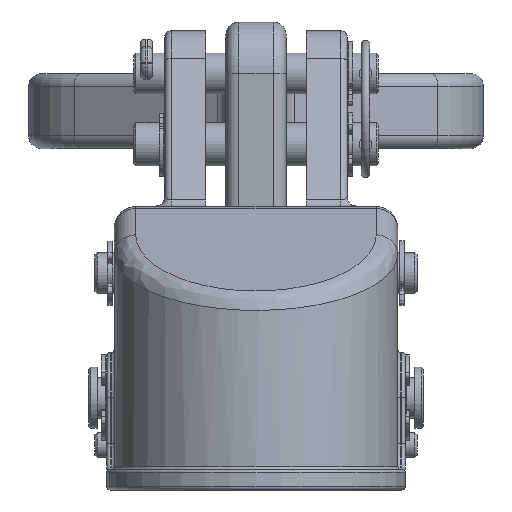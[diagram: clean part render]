
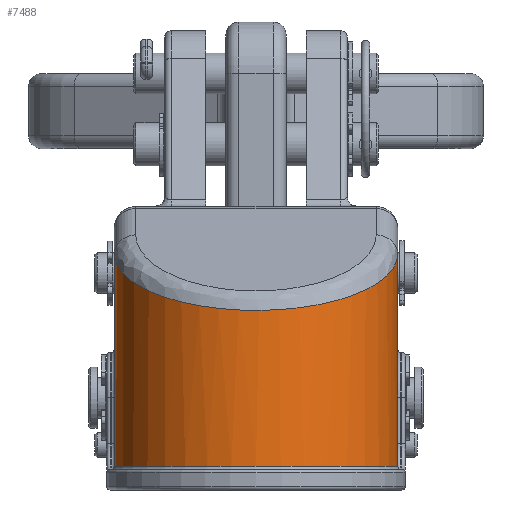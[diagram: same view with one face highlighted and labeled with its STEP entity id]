
A CAD part, front view. The second image highlights one B-rep face of the part: STEP entity #7488.
In plain terms, the highlighted cylindrical face has radius 33 mm (diameter 66 mm), a partial arc.
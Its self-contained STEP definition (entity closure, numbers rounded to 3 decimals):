
#1831=CARTESIAN_POINT('',(33.,66.,5.512));
#1832=VERTEX_POINT('',#1831);
#1863=CARTESIAN_POINT('',(33.,0.,5.512));
#1864=VERTEX_POINT('',#1863);
#1872=CARTESIAN_POINT('',(33.,33.0,5.512));
#1873=DIRECTION('',(0.0,0.0,-1.0));
#1874=DIRECTION('',(-1.0,0.0,0.0));
#1875=AXIS2_PLACEMENT_3D('',#1872,#1873,#1874);
#1876=CIRCLE('',#1875,33.);
#1877=EDGE_CURVE('',#1864,#1832,#1876,.T.);
#5501=CARTESIAN_POINT('',(33.,66.,54.887));
#5502=VERTEX_POINT('',#5501);
#5503=CARTESIAN_POINT('',(33.,66.,5.512));
#5504=DIRECTION('',(0.0,0.0,1.0));
#5505=VECTOR('',#5504,49.375);
#5506=LINE('',#5503,#5505);
#5507=EDGE_CURVE('',#1832,#5502,#5506,.T.);
#6164=CARTESIAN_POINT('',(33.,0.,54.887));
#6165=VERTEX_POINT('',#6164);
#6172=CARTESIAN_POINT('',(33.,0.,5.512));
#6173=DIRECTION('',(0.0,0.0,1.0));
#6174=VECTOR('',#6173,49.375);
#6175=LINE('',#6172,#6174);
#6176=EDGE_CURVE('',#1864,#6165,#6175,.T.);
#6352=CARTESIAN_POINT('',(33.,33.0,54.887));
#6353=DIRECTION('',(-0.368,0.,0.93));
#6354=DIRECTION('',(-0.93,0.,-0.368));
#6355=AXIS2_PLACEMENT_3D('',#6352,#6353,#6354);
#6356=ELLIPSE('',#6355,35.489,33.);
#6357=EDGE_CURVE('',#5502,#6165,#6356,.T.);
#7477=CARTESIAN_POINT('',(33.,33.0,0.0));
#7478=DIRECTION('',(0.0,0.0,1.0));
#7479=DIRECTION('',(0.0,1.0,0.0));
#7480=AXIS2_PLACEMENT_3D('',#7477,#7478,#7479);
#7481=CYLINDRICAL_SURFACE('',#7480,33.);
#7482=ORIENTED_EDGE('',*,*,#1877,.F.);
#7483=ORIENTED_EDGE('',*,*,#6176,.T.);
#7484=ORIENTED_EDGE('',*,*,#6357,.F.);
#7485=ORIENTED_EDGE('',*,*,#5507,.F.);
#7486=EDGE_LOOP('',(#7482,#7483,#7484,#7485));
#7487=FACE_OUTER_BOUND('',#7486,.T.);
#7488=ADVANCED_FACE('',(#7487),#7481,.T.);
